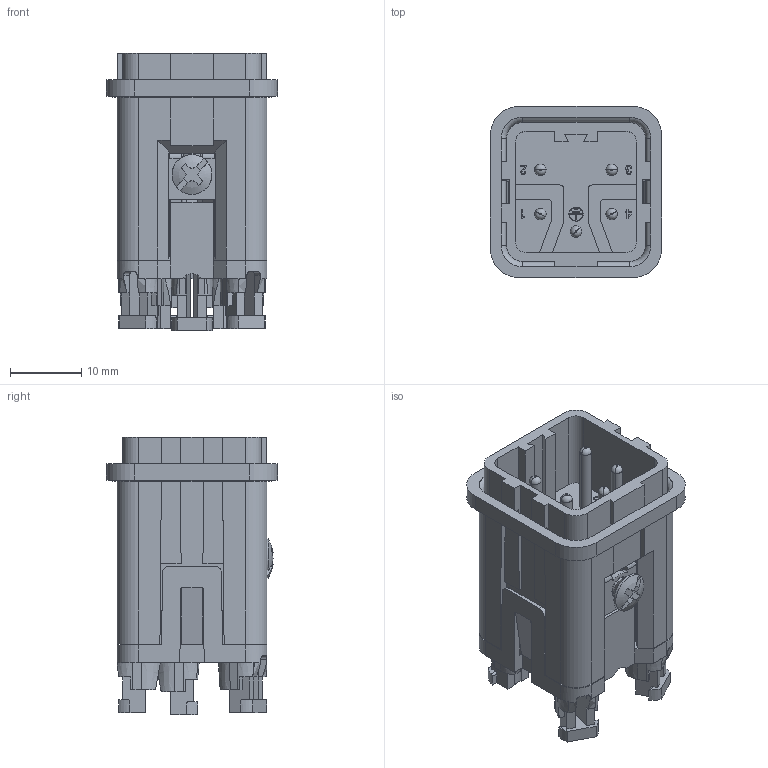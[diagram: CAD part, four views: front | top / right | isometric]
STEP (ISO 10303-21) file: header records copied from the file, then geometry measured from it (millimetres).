
FILE_DESCRIPTION(('Creo Elements/Direct Modeling STEP Export'),'2;1');
FILE_NAME('0ln7uvk4557s5et3652','2016-10-10T15:48:43',(''),(''),'PTC Creo Elements/Direct Modeling STEP processor for AP214 (Solid Model)','PTC Creo Elements/Direct Modeling 19.0E 27-Jun-2016 (C) Parametric Technology GmbH','');
FILE_SCHEMA(('AUTOMOTIVE_DESIGN { 1 0 10303 214 1 1 1 1 }'));
Length unit declared in the file: millimetre
Products named in the file (2): CKSHM_04
Assembly tree (1 placements, depth 2):
  CKSHM_04
    CKSHM_04
Bounding box: 24 x 24 x 38.9 mm (x, y, z)
Volume: 10032.4 mm3; surface area: 8442 mm2
Topology: 1 solids, 4 shells, 1262 faces, 3982 edges, 2716 vertices
Faces by surface type: plane 945, cylinder 213, cone 68, torus 28, bspline 6, sphere 2
Entity records: 55247 total; most frequent: CARTESIAN_POINT 10268, ORIENTED_EDGE 7964, DIRECTION 6580, EDGE_CURVE 3982, VECTOR 3104, LINE 3104, VERTEX_POINT 2716, AXIS2_PLACEMENT_3D 1738
